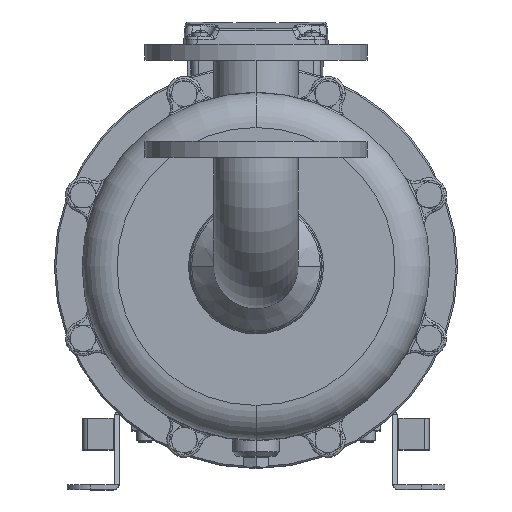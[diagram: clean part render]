
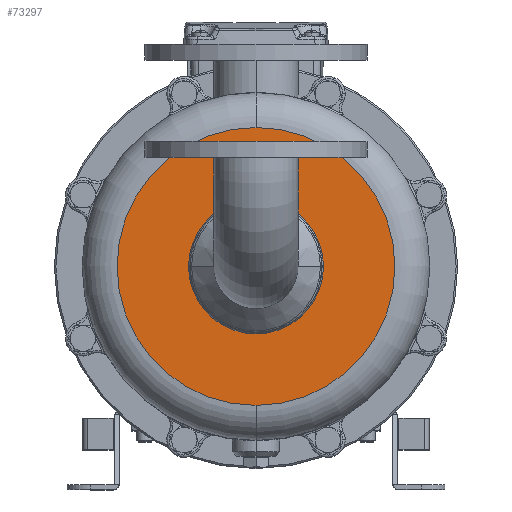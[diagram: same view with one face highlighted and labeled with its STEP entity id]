
A CAD part, top view. The second image highlights one B-rep face of the part: STEP entity #73297.
In plain terms, the highlighted face is planar.
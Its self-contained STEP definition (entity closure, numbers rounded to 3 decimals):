
#3455 = DIRECTION ( 'NONE',  ( 0., 1., 0. ) ) ;
#4038 = CARTESIAN_POINT ( 'NONE',  ( 54.75, 13., 0. ) ) ;
#10993 = AXIS2_PLACEMENT_3D ( 'NONE', #4038, #52685, #11075 ) ;
#11075 = DIRECTION ( 'NONE',  ( 0., 0., -1. ) ) ;
#11095 = EDGE_LOOP ( 'NONE', ( #43250, #39104 ) ) ;
#11363 = EDGE_CURVE ( 'NONE', #30582, #62765, #42539, .T. ) ;
#12862 = EDGE_CURVE ( 'NONE', #62765, #30582, #28876, .T. ) ;
#13963 = CIRCLE ( 'NONE', #10993, 87.5 ) ;
#14708 = CARTESIAN_POINT ( 'NONE',  ( 54.75, 13., 40.5 ) ) ;
#21309 = CARTESIAN_POINT ( 'NONE',  ( 54.75, 13., 0. ) ) ;
#23492 = CARTESIAN_POINT ( 'NONE',  ( 54.75, 13., 0. ) ) ;
#24055 = CARTESIAN_POINT ( 'NONE',  ( 54.75, 13., -87.5 ) ) ;
#28876 = CIRCLE ( 'NONE', #74704, 40.5 ) ;
#30496 = DIRECTION ( 'NONE',  ( 0., 0., -1. ) ) ;
#30582 = VERTEX_POINT ( 'NONE', #14708 ) ;
#37848 = CIRCLE ( 'NONE', #76075, 87.5 ) ;
#39104 = ORIENTED_EDGE ( 'NONE', *, *, #11363, .F. ) ;
#40789 = CARTESIAN_POINT ( 'NONE',  ( 54.75, 13., 0. ) ) ;
#42245 = DIRECTION ( 'NONE',  ( 0., 0., -1. ) ) ;
#42539 = CIRCLE ( 'NONE', #88452, 40.5 ) ;
#43250 = ORIENTED_EDGE ( 'NONE', *, *, #12862, .F. ) ;
#45112 = CARTESIAN_POINT ( 'NONE',  ( 54.75, 13., 0. ) ) ;
#47674 = CARTESIAN_POINT ( 'NONE',  ( 54.75, 13., 87.5 ) ) ;
#47768 = DIRECTION ( 'NONE',  ( 0., 0., -1. ) ) ;
#52089 = DIRECTION ( 'NONE',  ( 0., 0., -1. ) ) ;
#52685 = DIRECTION ( 'NONE',  ( 0., 1., 0. ) ) ;
#52852 = EDGE_CURVE ( 'NONE', #60777, #68824, #13963, .T. ) ;
#52976 = EDGE_LOOP ( 'NONE', ( #63659, #87309 ) ) ;
#52996 = EDGE_CURVE ( 'NONE', #68824, #60777, #37848, .T. ) ;
#60777 = VERTEX_POINT ( 'NONE', #47674 ) ;
#62731 = AXIS2_PLACEMENT_3D ( 'NONE', #21309, #83712, #42245 ) ;
#62765 = VERTEX_POINT ( 'NONE', #74538 ) ;
#63659 = ORIENTED_EDGE ( 'NONE', *, *, #52996, .T. ) ;
#68824 = VERTEX_POINT ( 'NONE', #24055 ) ;
#69783 = PLANE ( 'NONE',  #62731 ) ;
#70551 = FACE_OUTER_BOUND ( 'NONE', #52976, .T. ) ;
#71977 = DIRECTION ( 'NONE',  ( 0., 1., 0. ) ) ;
#73297 = ADVANCED_FACE ( 'NONE', ( #70551, #89004 ), #69783, .F. ) ;
#74538 = CARTESIAN_POINT ( 'NONE',  ( 54.75, 13., -40.5 ) ) ;
#74704 = AXIS2_PLACEMENT_3D ( 'NONE', #45112, #3455, #52089 ) ;
#76075 = AXIS2_PLACEMENT_3D ( 'NONE', #40789, #89248, #47768 ) ;
#83712 = DIRECTION ( 'NONE',  ( 0., -1., 0. ) ) ;
#87309 = ORIENTED_EDGE ( 'NONE', *, *, #52852, .T. ) ;
#88452 = AXIS2_PLACEMENT_3D ( 'NONE', #23492, #71977, #30496 ) ;
#89004 = FACE_BOUND ( 'NONE', #11095, .T. ) ;
#89248 = DIRECTION ( 'NONE',  ( 0., 1., 0. ) ) ;
